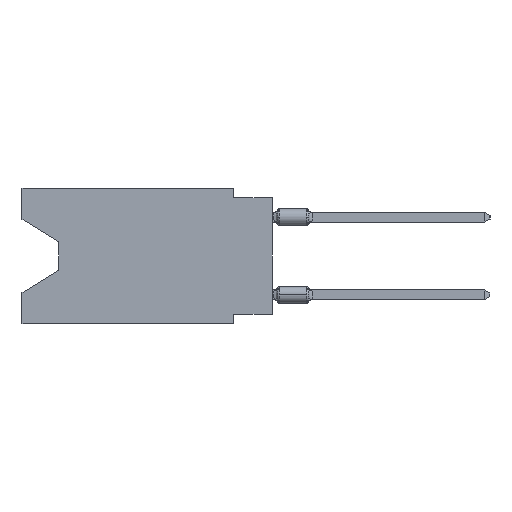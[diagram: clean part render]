
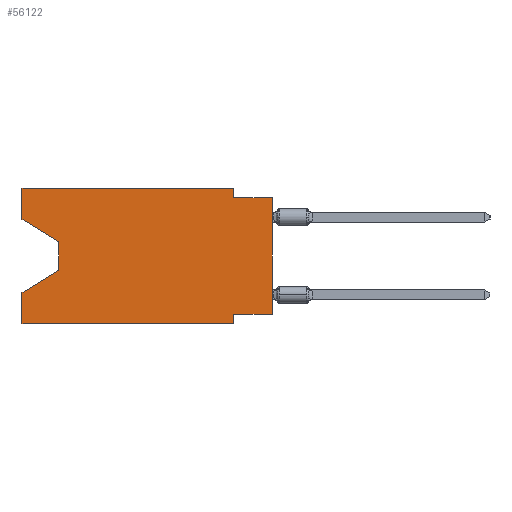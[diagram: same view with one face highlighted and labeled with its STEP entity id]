
A CAD part, left-side view. The second image highlights one B-rep face of the part: STEP entity #56122.
In plain terms, the highlighted planar face has unit normal (-1, 0, 0).
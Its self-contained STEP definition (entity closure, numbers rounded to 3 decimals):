
#136 = VERTEX_POINT ( 'NONE', #10889 ) ;
#444 = CARTESIAN_POINT ( 'NONE',  ( 0., 0., 0. ) ) ;
#599 = EDGE_CURVE ( 'NONE', #21181, #44250, #21921, .T. ) ;
#913 = VECTOR ( 'NONE', #44951, 1000. ) ;
#1162 = VECTOR ( 'NONE', #25999, 1000. ) ;
#1290 = CARTESIAN_POINT ( 'NONE',  ( 0., 2.54, 0. ) ) ;
#1800 = LINE ( 'NONE', #55347, #52988 ) ;
#2403 = EDGE_CURVE ( 'NONE', #18258, #31020, #46183, .T. ) ;
#2572 = EDGE_CURVE ( 'NONE', #55797, #136, #47639, .T. ) ;
#2578 = LINE ( 'NONE', #16052, #11610 ) ;
#3045 = ORIENTED_EDGE ( 'NONE', *, *, #12132, .F. ) ;
#4249 = LINE ( 'NONE', #22394, #24011 ) ;
#4366 = ORIENTED_EDGE ( 'NONE', *, *, #29510, .F. ) ;
#5697 = ORIENTED_EDGE ( 'NONE', *, *, #20661, .T. ) ;
#6106 = VERTEX_POINT ( 'NONE', #35802 ) ;
#6381 = CARTESIAN_POINT ( 'NONE',  ( 0., 16.383, 0. ) ) ;
#6558 = LINE ( 'NONE', #1290, #9510 ) ;
#6626 = EDGE_LOOP ( 'NONE', ( #42610, #5697, #38527, #35612, #56292, #4366, #45463, #20951, #3045, #6942, #30391, #28960 ) ) ;
#6942 = ORIENTED_EDGE ( 'NONE', *, *, #50039, .F. ) ;
#7227 = LINE ( 'NONE', #48203, #8075 ) ;
#7281 = VERTEX_POINT ( 'NONE', #23216 ) ;
#7526 = CARTESIAN_POINT ( 'NONE',  ( 0., 13.97, -5.385 ) ) ;
#7554 = CARTESIAN_POINT ( 'NONE',  ( 0., 16.383, 0. ) ) ;
#8075 = VECTOR ( 'NONE', #42960, 1000. ) ;
#8594 = VERTEX_POINT ( 'NONE', #17662 ) ;
#9361 = CARTESIAN_POINT ( 'NONE',  ( 0., 13.97, -3.505 ) ) ;
#9510 = VECTOR ( 'NONE', #41992, 1000. ) ;
#10766 = PLANE ( 'NONE',  #44661 ) ;
#10889 = CARTESIAN_POINT ( 'NONE',  ( 0., 16.383, -6.852 ) ) ;
#10903 = VECTOR ( 'NONE', #32118, 1000. ) ;
#11468 = EDGE_CURVE ( 'NONE', #21181, #11937, #4249, .T. ) ;
#11610 = VECTOR ( 'NONE', #33879, 1000. ) ;
#11937 = VERTEX_POINT ( 'NONE', #45130 ) ;
#12132 = EDGE_CURVE ( 'NONE', #8594, #28450, #1800, .T. ) ;
#13139 = DIRECTION ( 'NONE',  ( 0., -0.855, -0.519 ) ) ;
#15266 = DIRECTION ( 'NONE',  ( 0., -1., 0. ) ) ;
#16048 = DIRECTION ( 'NONE',  ( 0., 0., -1. ) ) ;
#16052 = CARTESIAN_POINT ( 'NONE',  ( 0., 16.383, -8.89 ) ) ;
#17211 = CARTESIAN_POINT ( 'NONE',  ( 0., 0., -8.255 ) ) ;
#17662 = CARTESIAN_POINT ( 'NONE',  ( 0., 2.54, -0.635 ) ) ;
#18258 = VERTEX_POINT ( 'NONE', #17211 ) ;
#18973 = DIRECTION ( 'NONE',  ( 0., 1., 0. ) ) ;
#20661 = EDGE_CURVE ( 'NONE', #44250, #55797, #33245, .T. ) ;
#20951 = ORIENTED_EDGE ( 'NONE', *, *, #26347, .T. ) ;
#21181 = VERTEX_POINT ( 'NONE', #57149 ) ;
#21921 = LINE ( 'NONE', #35372, #47993 ) ;
#22394 = CARTESIAN_POINT ( 'NONE',  ( 0., 16.383, 0. ) ) ;
#22782 = CARTESIAN_POINT ( 'NONE',  ( 0., 13.97, -5.385 ) ) ;
#23216 = CARTESIAN_POINT ( 'NONE',  ( 0., 2.54, 0. ) ) ;
#23628 = EDGE_CURVE ( 'NONE', #43773, #136, #7227, .T. ) ;
#24011 = VECTOR ( 'NONE', #27073, 1000. ) ;
#24768 = DIRECTION ( 'NONE',  ( 0., 0., -1. ) ) ;
#25999 = DIRECTION ( 'NONE',  ( 0., -1., 0. ) ) ;
#26347 = EDGE_CURVE ( 'NONE', #18258, #28450, #30913, .T. ) ;
#27073 = DIRECTION ( 'NONE',  ( 0., 0., 1. ) ) ;
#27093 = VECTOR ( 'NONE', #24768, 1000. ) ;
#27458 = LINE ( 'NONE', #54345, #10903 ) ;
#27576 = VECTOR ( 'NONE', #29211, 1000. ) ;
#28450 = VERTEX_POINT ( 'NONE', #50063 ) ;
#28960 = ORIENTED_EDGE ( 'NONE', *, *, #11468, .F. ) ;
#29211 = DIRECTION ( 'NONE',  ( 0., 0.855, -0.519 ) ) ;
#29510 = EDGE_CURVE ( 'NONE', #31020, #6106, #27458, .T. ) ;
#30391 = ORIENTED_EDGE ( 'NONE', *, *, #51271, .F. ) ;
#30913 = LINE ( 'NONE', #444, #913 ) ;
#31020 = VERTEX_POINT ( 'NONE', #51145 ) ;
#32118 = DIRECTION ( 'NONE',  ( 0., 0., -1. ) ) ;
#33245 = LINE ( 'NONE', #46728, #27093 ) ;
#33879 = DIRECTION ( 'NONE',  ( 0., -1., 0. ) ) ;
#34474 = LINE ( 'NONE', #7554, #1162 ) ;
#35372 = CARTESIAN_POINT ( 'NONE',  ( 0., 16.383, -2.038 ) ) ;
#35612 = ORIENTED_EDGE ( 'NONE', *, *, #23628, .F. ) ;
#35802 = CARTESIAN_POINT ( 'NONE',  ( 0., 2.54, -8.89 ) ) ;
#38527 = ORIENTED_EDGE ( 'NONE', *, *, #2572, .T. ) ;
#41515 = CARTESIAN_POINT ( 'NONE',  ( 0., 0., -8.255 ) ) ;
#41819 = FACE_OUTER_BOUND ( 'NONE', #6626, .T. ) ;
#41992 = DIRECTION ( 'NONE',  ( 0., 0., -1. ) ) ;
#42069 = CARTESIAN_POINT ( 'NONE',  ( 0., 16.383, -8.89 ) ) ;
#42610 = ORIENTED_EDGE ( 'NONE', *, *, #599, .T. ) ;
#42960 = DIRECTION ( 'NONE',  ( 0., 0., 1. ) ) ;
#43773 = VERTEX_POINT ( 'NONE', #42069 ) ;
#44250 = VERTEX_POINT ( 'NONE', #9361 ) ;
#44661 = AXIS2_PLACEMENT_3D ( 'NONE', #6381, #50584, #16048 ) ;
#44951 = DIRECTION ( 'NONE',  ( 0., 0., 1. ) ) ;
#45130 = CARTESIAN_POINT ( 'NONE',  ( 0., 16.383, 0. ) ) ;
#45463 = ORIENTED_EDGE ( 'NONE', *, *, #2403, .F. ) ;
#46183 = LINE ( 'NONE', #41515, #49042 ) ;
#46728 = CARTESIAN_POINT ( 'NONE',  ( 0., 13.97, -3.505 ) ) ;
#47639 = LINE ( 'NONE', #7526, #27576 ) ;
#47993 = VECTOR ( 'NONE', #13139, 1000. ) ;
#48203 = CARTESIAN_POINT ( 'NONE',  ( 0., 16.383, 0. ) ) ;
#49042 = VECTOR ( 'NONE', #18973, 1000. ) ;
#50039 = EDGE_CURVE ( 'NONE', #7281, #8594, #6558, .T. ) ;
#50063 = CARTESIAN_POINT ( 'NONE',  ( 0., 0., -0.635 ) ) ;
#50584 = DIRECTION ( 'NONE',  ( 1., 0., 0. ) ) ;
#51145 = CARTESIAN_POINT ( 'NONE',  ( 0., 2.54, -8.255 ) ) ;
#51271 = EDGE_CURVE ( 'NONE', #11937, #7281, #34474, .T. ) ;
#52988 = VECTOR ( 'NONE', #15266, 1000. ) ;
#54345 = CARTESIAN_POINT ( 'NONE',  ( 0., 2.54, -8.89 ) ) ;
#55347 = CARTESIAN_POINT ( 'NONE',  ( 0., 0., -0.635 ) ) ;
#55797 = VERTEX_POINT ( 'NONE', #22782 ) ;
#56122 = ADVANCED_FACE ( 'NONE', ( #41819 ), #10766, .F. ) ;
#56292 = ORIENTED_EDGE ( 'NONE', *, *, #57307, .T. ) ;
#57149 = CARTESIAN_POINT ( 'NONE',  ( 0., 16.383, -2.038 ) ) ;
#57307 = EDGE_CURVE ( 'NONE', #43773, #6106, #2578, .T. ) ;
